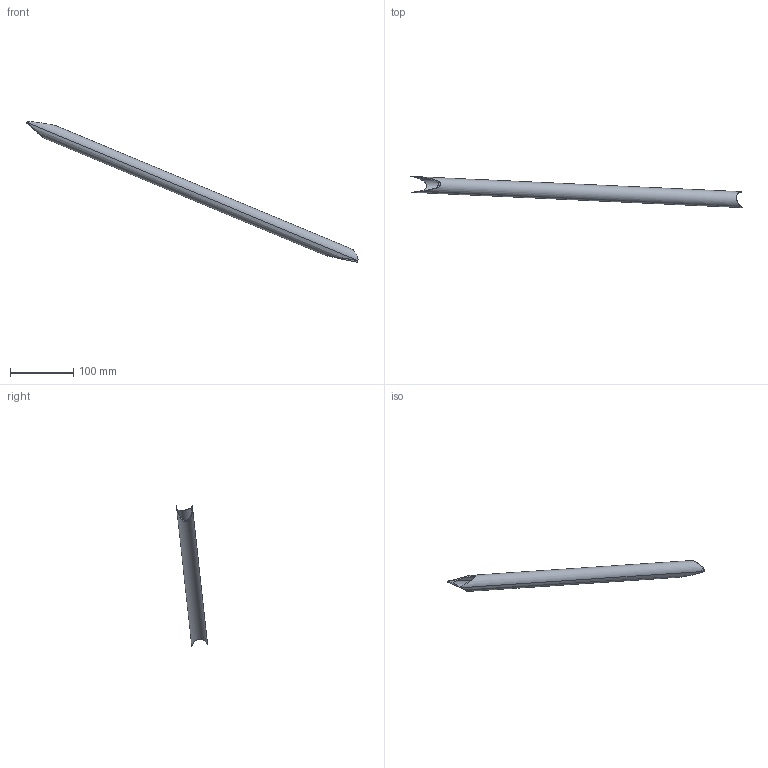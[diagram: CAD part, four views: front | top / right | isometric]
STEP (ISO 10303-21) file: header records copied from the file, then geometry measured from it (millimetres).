
FILE_DESCRIPTION(('CATIA V5 STEP Exchange'),'2;1');
FILE_NAME('59.stp','2021-12-11T12:08:37+00:00',('none'),('none'),'CATIA Version 5 Release 19 SP 2 (IN-10)','CATIA V5 STEP AP203','none');
FILE_SCHEMA(('CONFIG_CONTROL_DESIGN'));
Length unit declared in the file: millimetre
Products named in the file (1): Shape_189
Bounding box: 523.59 x 48.83 x 221.94 mm (x, y, z)
Volume: 57705.4 mm3; surface area: 77650.6 mm2
Topology: 1 solids, 1 shells, 13 faces, 39 edges, 26 vertices
Faces by surface type: cylinder 12, plane 1
Entity records: 842 total; most frequent: CARTESIAN_POINT 510, ORIENTED_EDGE 78, EDGE_CURVE 39, DIRECTION 31, B_SPLINE_CURVE_WITH_KNOTS 30, VERTEX_POINT 26, AXIS2_PLACEMENT_3D 13, ADVANCED_FACE 13
